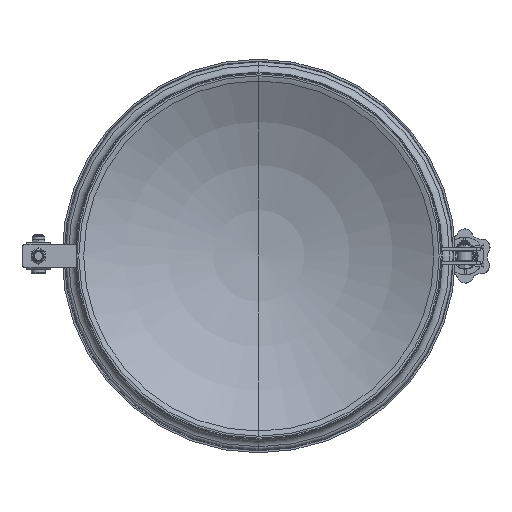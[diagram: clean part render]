
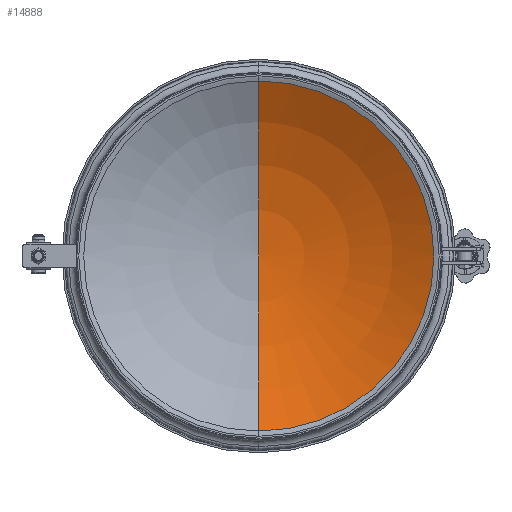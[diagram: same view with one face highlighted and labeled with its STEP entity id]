
A CAD part, front view. The second image highlights one B-rep face of the part: STEP entity #14888.
In plain terms, the highlighted toroidal (fillet/blend) face has major radius 1.25 mm and minor radius 444.181 mm.
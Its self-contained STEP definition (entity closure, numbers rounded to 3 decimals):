
#132 = EDGE_CURVE ( 'NONE', #6710, #11286, #14205, .T. ) ;
#834 = DIRECTION ( 'NONE',  ( -1., 0., 0. ) ) ;
#1395 = DIRECTION ( 'NONE',  ( 0., 0., -1. ) ) ;
#1536 = CARTESIAN_POINT ( 'NONE',  ( 0., -446.679, 1.25 ) ) ;
#2592 = CARTESIAN_POINT ( 'NONE',  ( 0., -63.551, 0. ) ) ;
#4967 = CARTESIAN_POINT ( 'NONE',  ( 0., -63.551, -223.494 ) ) ;
#5694 = EDGE_CURVE ( 'NONE', #6710, #11480, #12560, .T. ) ;
#5822 = CARTESIAN_POINT ( 'NONE',  ( 0., -446.679, 0. ) ) ;
#6273 = ORIENTED_EDGE ( 'NONE', *, *, #5694, .F. ) ;
#6710 = VERTEX_POINT ( 'NONE', #4967 ) ;
#6805 = CARTESIAN_POINT ( 'NONE',  ( 0., -446.679, -1.25 ) ) ;
#6991 = DIRECTION ( 'NONE',  ( 0., 0., 1. ) ) ;
#7062 = DIRECTION ( 'NONE',  ( 0., 1., 0. ) ) ;
#8964 = EDGE_LOOP ( 'NONE', ( #6273, #13962, #15666 ) ) ;
#9810 = AXIS2_PLACEMENT_3D ( 'NONE', #5822, #16270, #14648 ) ;
#10400 = CARTESIAN_POINT ( 'NONE',  ( 0., -63.551, 223.494 ) ) ;
#11286 = VERTEX_POINT ( 'NONE', #15944 ) ;
#11480 = VERTEX_POINT ( 'NONE', #10400 ) ;
#11997 = DIRECTION ( 'NONE',  ( 1., 0., 0. ) ) ;
#12286 = AXIS2_PLACEMENT_3D ( 'NONE', #1536, #11997, #1395 ) ;
#12560 = CIRCLE ( 'NONE', #13300, 223.494 ) ;
#13019 = TOROIDAL_SURFACE ( 'NONE', #9810, -1.25, 444.181 ) ;
#13300 = AXIS2_PLACEMENT_3D ( 'NONE', #2592, #7062, #6991 ) ;
#13412 = AXIS2_PLACEMENT_3D ( 'NONE', #6805, #834, #14621 ) ;
#13740 = EDGE_CURVE ( 'NONE', #11480, #11286, #18912, .T. ) ;
#13962 = ORIENTED_EDGE ( 'NONE', *, *, #132, .T. ) ;
#14205 = CIRCLE ( 'NONE', #12286, 444.181 ) ;
#14621 = DIRECTION ( 'NONE',  ( 0., 0., 1. ) ) ;
#14648 = DIRECTION ( 'NONE',  ( 0., 0., 1. ) ) ;
#14888 = ADVANCED_FACE ( 'NONE', ( #16038 ), #13019, .F. ) ;
#15666 = ORIENTED_EDGE ( 'NONE', *, *, #13740, .F. ) ;
#15944 = CARTESIAN_POINT ( 'NONE',  ( 0., -2.5, 0. ) ) ;
#16038 = FACE_OUTER_BOUND ( 'NONE', #8964, .T. ) ;
#16270 = DIRECTION ( 'NONE',  ( 0., 1., 0. ) ) ;
#18912 = CIRCLE ( 'NONE', #13412, 444.181 ) ;
